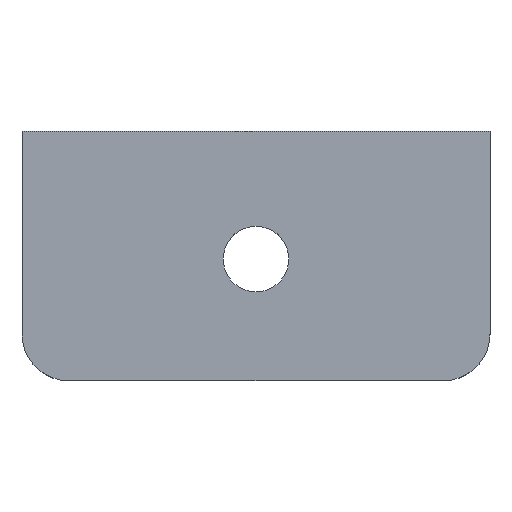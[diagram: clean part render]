
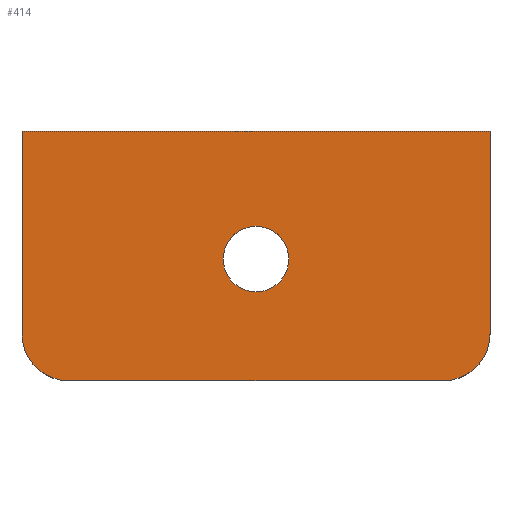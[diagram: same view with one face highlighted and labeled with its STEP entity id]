
A CAD part, top view. The second image highlights one B-rep face of the part: STEP entity #414.
In plain terms, the highlighted planar face has unit normal (0, 0, 1).
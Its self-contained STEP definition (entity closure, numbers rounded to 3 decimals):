
#117 = VERTEX_POINT('',#118);
#118 = CARTESIAN_POINT('',(141.75,-207.37,135.15));
#124 = EDGE_CURVE('',#117,#125,#127,.T.);
#125 = VERTEX_POINT('',#126);
#126 = CARTESIAN_POINT('',(141.75,-220.37,135.15));
#127 = LINE('',#128,#129);
#128 = CARTESIAN_POINT('',(141.75,-207.37,135.15));
#129 = VECTOR('',#130,1.);
#130 = DIRECTION('',(0.,-1.,0.));
#147 = VERTEX_POINT('',#148);
#148 = CARTESIAN_POINT('',(111.75,-207.37,135.15));
#156 = EDGE_CURVE('',#147,#117,#157,.T.);
#157 = LINE('',#158,#159);
#158 = CARTESIAN_POINT('',(111.75,-207.37,135.15));
#159 = VECTOR('',#160,1.);
#160 = DIRECTION('',(1.,0.,0.));
#304 = EDGE_CURVE('',#147,#305,#307,.T.);
#305 = VERTEX_POINT('',#306);
#306 = CARTESIAN_POINT('',(111.75,-220.37,135.15));
#307 = LINE('',#308,#309);
#308 = CARTESIAN_POINT('',(111.75,-207.37,135.15));
#309 = VECTOR('',#310,1.);
#310 = DIRECTION('',(0.,-1.,0.));
#328 = VERTEX_POINT('',#329);
#329 = CARTESIAN_POINT('',(114.75,-223.37,135.15));
#335 = EDGE_CURVE('',#305,#328,#336,.T.);
#336 = CIRCLE('',#337,3.);
#337 = AXIS2_PLACEMENT_3D('',#338,#339,#340);
#338 = CARTESIAN_POINT('',(114.75,-220.37,135.15));
#339 = DIRECTION('',(0.,0.,1.));
#340 = DIRECTION('',(0.,-1.,0.));
#351 = EDGE_CURVE('',#328,#352,#354,.T.);
#352 = VERTEX_POINT('',#353);
#353 = CARTESIAN_POINT('',(138.75,-223.37,135.15));
#354 = LINE('',#355,#356);
#355 = CARTESIAN_POINT('',(111.75,-223.37,135.15));
#356 = VECTOR('',#357,1.);
#357 = DIRECTION('',(1.,0.,0.));
#377 = EDGE_CURVE('',#125,#352,#378,.T.);
#378 = CIRCLE('',#379,3.);
#379 = AXIS2_PLACEMENT_3D('',#380,#381,#382);
#380 = CARTESIAN_POINT('',(138.75,-220.37,135.15));
#381 = DIRECTION('',(0.,0.,-1.));
#382 = DIRECTION('',(0.,-1.,0.));
#394 = VERTEX_POINT('',#395);
#395 = CARTESIAN_POINT('',(128.851,-215.57,135.15));
#403 = EDGE_CURVE('',#394,#394,#404,.T.);
#404 = CIRCLE('',#405,2.1);
#405 = AXIS2_PLACEMENT_3D('',#406,#407,#408);
#406 = CARTESIAN_POINT('',(126.751,-215.57,135.15));
#407 = DIRECTION('',(0.,0.,1.));
#408 = DIRECTION('',(1.,0.,0.));
#414 = ADVANCED_FACE('',(#415,#423),#426,.T.);
#415 = FACE_BOUND('',#416,.T.);
#416 = EDGE_LOOP('',(#417,#418,#419,#420,#421,#422));
#417 = ORIENTED_EDGE('',*,*,#124,.F.);
#418 = ORIENTED_EDGE('',*,*,#156,.F.);
#419 = ORIENTED_EDGE('',*,*,#304,.T.);
#420 = ORIENTED_EDGE('',*,*,#335,.T.);
#421 = ORIENTED_EDGE('',*,*,#351,.T.);
#422 = ORIENTED_EDGE('',*,*,#377,.F.);
#423 = FACE_BOUND('',#424,.T.);
#424 = EDGE_LOOP('',(#425));
#425 = ORIENTED_EDGE('',*,*,#403,.F.);
#426 = PLANE('',#427);
#427 = AXIS2_PLACEMENT_3D('',#428,#429,#430);
#428 = CARTESIAN_POINT('',(111.75,-207.37,135.15));
#429 = DIRECTION('',(0.,0.,1.));
#430 = DIRECTION('',(0.,-1.,0.));
